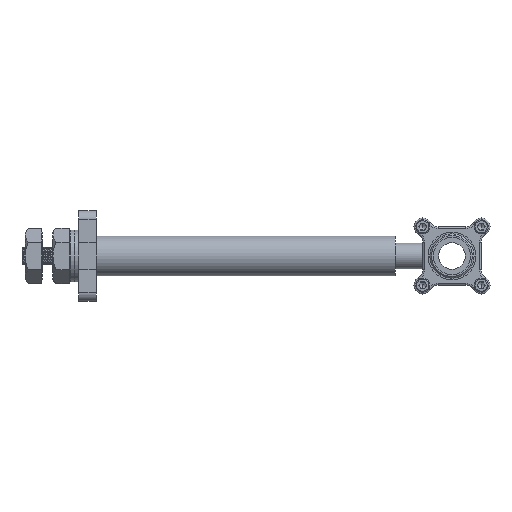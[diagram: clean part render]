
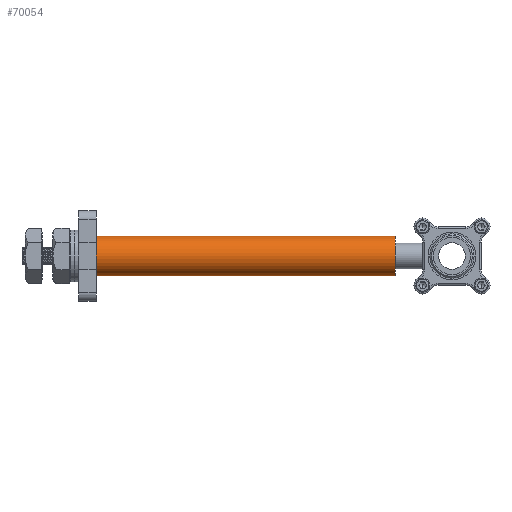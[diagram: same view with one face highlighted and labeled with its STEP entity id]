
A CAD part, left-side view. The second image highlights one B-rep face of the part: STEP entity #70054.
In plain terms, the highlighted cylindrical face has radius 11.267 mm (diameter 22.533 mm), a partial arc.
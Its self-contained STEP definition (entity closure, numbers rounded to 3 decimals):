
#1367 = CYLINDRICAL_SURFACE ( 'NONE', #52390, 11.267 ) ;
#4911 = DIRECTION ( 'NONE',  ( 0., -1., 0. ) ) ;
#6208 = CARTESIAN_POINT ( 'NONE',  ( 0., 201., 11.267 ) ) ;
#7207 = DIRECTION ( 'NONE',  ( 0., -1., 0. ) ) ;
#8156 = CARTESIAN_POINT ( 'NONE',  ( 0., 32.17, 0. ) ) ;
#11022 = CIRCLE ( 'NONE', #30145, 11.267 ) ;
#11404 = DIRECTION ( 'NONE',  ( 0., -1., 0. ) ) ;
#13874 = LINE ( 'NONE', #45242, #93942 ) ;
#16813 = DIRECTION ( 'NONE',  ( 0., 0., -1. ) ) ;
#18509 = VERTEX_POINT ( 'NONE', #20004 ) ;
#20004 = CARTESIAN_POINT ( 'NONE',  ( 0., 32.17, -11.267 ) ) ;
#20681 = VERTEX_POINT ( 'NONE', #90524 ) ;
#22991 = ORIENTED_EDGE ( 'NONE', *, *, #69198, .T. ) ;
#25769 = FACE_OUTER_BOUND ( 'NONE', #37506, .T. ) ;
#28005 = CARTESIAN_POINT ( 'NONE',  ( 0., 32.17, 11.267 ) ) ;
#29121 = DIRECTION ( 'NONE',  ( 0., -1., 0. ) ) ;
#30145 = AXIS2_PLACEMENT_3D ( 'NONE', #44127, #11404, #88901 ) ;
#31770 = DIRECTION ( 'NONE',  ( 0., -1., 0. ) ) ;
#34726 = EDGE_CURVE ( 'NONE', #94991, #82883, #90348, .T. ) ;
#35527 = CIRCLE ( 'NONE', #78440, 11.267 ) ;
#37506 = EDGE_LOOP ( 'NONE', ( #37520, #22991, #48562, #84127 ) ) ;
#37520 = ORIENTED_EDGE ( 'NONE', *, *, #34726, .F. ) ;
#44127 = CARTESIAN_POINT ( 'NONE',  ( 0., 201., 0. ) ) ;
#45069 = CARTESIAN_POINT ( 'NONE',  ( 0., 0., 11.267 ) ) ;
#45242 = CARTESIAN_POINT ( 'NONE',  ( 0., 0., -11.267 ) ) ;
#48562 = ORIENTED_EDGE ( 'NONE', *, *, #75812, .T. ) ;
#52390 = AXIS2_PLACEMENT_3D ( 'NONE', #93470, #31770, #16813 ) ;
#66951 = DIRECTION ( 'NONE',  ( 0., 0., -1. ) ) ;
#69198 = EDGE_CURVE ( 'NONE', #94991, #20681, #11022, .T. ) ;
#70054 = ADVANCED_FACE ( 'NONE', ( #25769 ), #1367, .T. ) ;
#75812 = EDGE_CURVE ( 'NONE', #20681, #18509, #13874, .T. ) ;
#78440 = AXIS2_PLACEMENT_3D ( 'NONE', #8156, #29121, #66951 ) ;
#82883 = VERTEX_POINT ( 'NONE', #28005 ) ;
#84127 = ORIENTED_EDGE ( 'NONE', *, *, #95144, .F. ) ;
#85991 = VECTOR ( 'NONE', #7207, 1000. ) ;
#88901 = DIRECTION ( 'NONE',  ( 0., 0., -1. ) ) ;
#90348 = LINE ( 'NONE', #45069, #85991 ) ;
#90524 = CARTESIAN_POINT ( 'NONE',  ( 0., 201., -11.267 ) ) ;
#93470 = CARTESIAN_POINT ( 'NONE',  ( 0., 0., 0. ) ) ;
#93942 = VECTOR ( 'NONE', #4911, 1000. ) ;
#94991 = VERTEX_POINT ( 'NONE', #6208 ) ;
#95144 = EDGE_CURVE ( 'NONE', #82883, #18509, #35527, .T. ) ;
